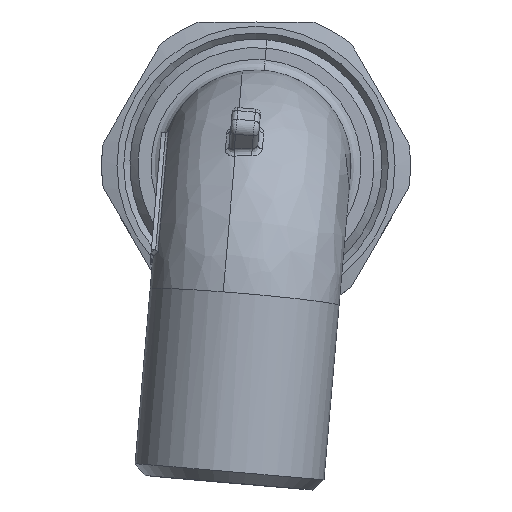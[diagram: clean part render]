
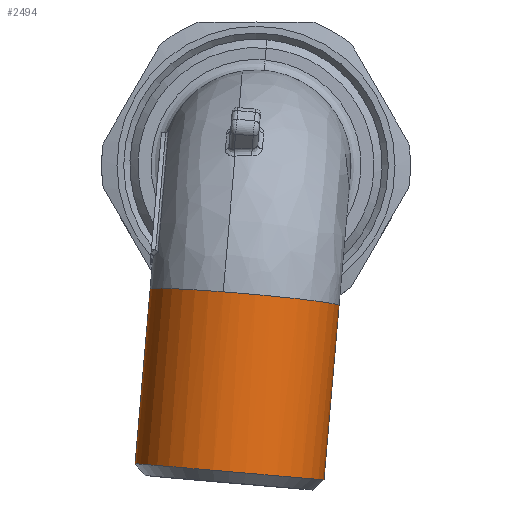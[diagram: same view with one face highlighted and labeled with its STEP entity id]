
A CAD part, top view. The second image highlights one B-rep face of the part: STEP entity #2494.
In plain terms, the highlighted cylindrical face has radius 13.652 mm (diameter 27.305 mm), a full revolution.
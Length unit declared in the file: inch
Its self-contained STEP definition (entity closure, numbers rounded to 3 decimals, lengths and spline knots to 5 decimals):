
#96=LINE('',#4337,#193);
#193=VECTOR('',#3132,0.5375);
#288=CYLINDRICAL_SURFACE('',#2735,0.5375);
#382=FACE_OUTER_BOUND('',#538,.T.);
#538=EDGE_LOOP('',(#1697,#1698,#1699,#1700,#1701,#1702,#1703));
#760=ELLIPSE('',#2719,0.53787,0.5375);
#763=ELLIPSE('',#2737,0.53787,0.5375);
#764=ELLIPSE('',#2738,0.53787,0.5375);
#790=CIRCLE('',#2736,0.5375);
#791=CIRCLE('',#2739,0.5375);
#1006=VERTEX_POINT('',#3956);
#1014=VERTEX_POINT('',#4051);
#1029=VERTEX_POINT('',#4334);
#1030=VERTEX_POINT('',#4335);
#1031=VERTEX_POINT('',#4338);
#1275=EDGE_CURVE('',#1006,#1014,#760,.T.);
#1294=EDGE_CURVE('',#1029,#1030,#790,.T.);
#1295=EDGE_CURVE('',#1030,#1006,#96,.T.);
#1296=EDGE_CURVE('',#1014,#1031,#763,.T.);
#1297=EDGE_CURVE('',#1031,#1006,#764,.T.);
#1298=EDGE_CURVE('',#1030,#1029,#791,.T.);
#1697=ORIENTED_EDGE('',*,*,#1294,.T.);
#1698=ORIENTED_EDGE('',*,*,#1295,.T.);
#1699=ORIENTED_EDGE('',*,*,#1275,.T.);
#1700=ORIENTED_EDGE('',*,*,#1296,.T.);
#1701=ORIENTED_EDGE('',*,*,#1297,.T.);
#1702=ORIENTED_EDGE('',*,*,#1295,.F.);
#1703=ORIENTED_EDGE('',*,*,#1298,.T.);
#2494=ADVANCED_FACE('',(#382),#288,.T.);
#2719=AXIS2_PLACEMENT_3D('',#4055,#3092,#3093);
#2735=AXIS2_PLACEMENT_3D('',#4333,#3128,#3129);
#2736=AXIS2_PLACEMENT_3D('',#4336,#3130,#3131);
#2737=AXIS2_PLACEMENT_3D('',#4339,#3133,#3134);
#2738=AXIS2_PLACEMENT_3D('',#4340,#3135,#3136);
#2739=AXIS2_PLACEMENT_3D('',#4341,#3137,#3138);
#3092=DIRECTION('center_axis',(0.,-0.037,
-0.999));
#3093=DIRECTION('ref_axis',(0.,-0.999,0.037));
#3128=DIRECTION('center_axis',(0.,0.,-1.));
#3129=DIRECTION('ref_axis',(-1.,0.,0.));
#3130=DIRECTION('center_axis',(0.,0.,1.));
#3131=DIRECTION('ref_axis',(-1.,0.,0.));
#3132=DIRECTION('',(0.,0.,1.));
#3133=DIRECTION('center_axis',(0.,-0.037,
-0.999));
#3134=DIRECTION('ref_axis',(0.,-0.999,0.037));
#3135=DIRECTION('center_axis',(0.,-0.037,
-0.999));
#3136=DIRECTION('ref_axis',(0.,-0.999,0.037));
#3137=DIRECTION('center_axis',(0.,0.,1.));
#3138=DIRECTION('ref_axis',(-1.,0.,0.));
#3956=CARTESIAN_POINT('',(0.5375,0.,0.99758));
#4051=CARTESIAN_POINT('',(-0.12317,-0.5232,1.01692));
#4055=CARTESIAN_POINT('Origin',(0.,0.,
0.99758));
#4333=CARTESIAN_POINT('Origin',(0.,0.,-1.18249));
#4334=CARTESIAN_POINT('',(-0.5375,0.,0.00472));
#4335=CARTESIAN_POINT('',(0.5375,0.,0.00472));
#4336=CARTESIAN_POINT('Origin',(0.,0.,0.00472));
#4337=CARTESIAN_POINT('',(0.5375,0.,-1.18249));
#4338=CARTESIAN_POINT('',(-0.5375,0.,0.99758));
#4339=CARTESIAN_POINT('Origin',(0.,0.,
0.99758));
#4340=CARTESIAN_POINT('Origin',(0.,0.,
0.99758));
#4341=CARTESIAN_POINT('Origin',(0.,0.,0.00472));
